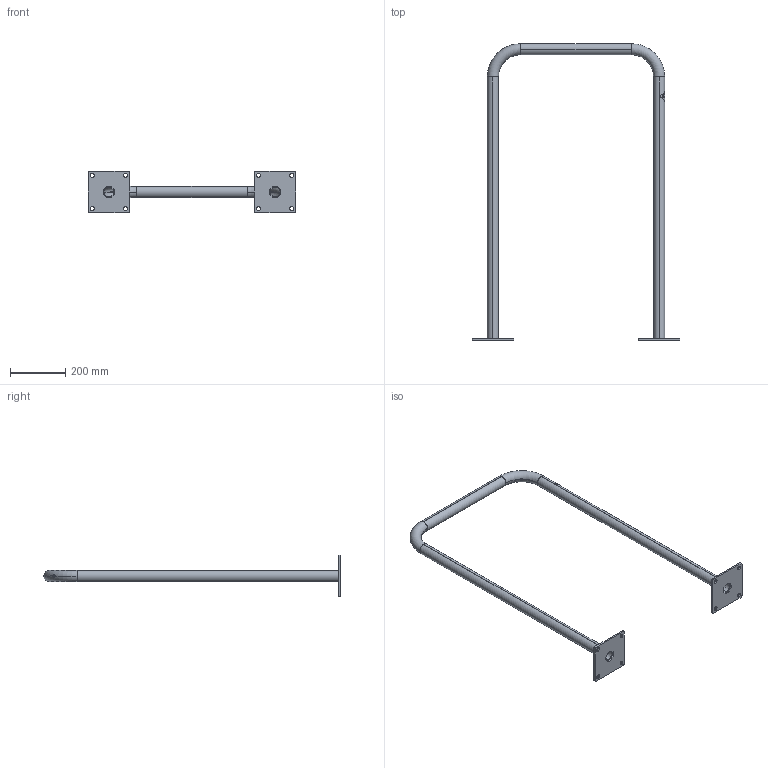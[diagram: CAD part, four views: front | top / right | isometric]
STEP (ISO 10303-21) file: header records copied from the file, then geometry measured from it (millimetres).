
FILE_DESCRIPTION (( 'STEP AP203' ), '1' );
FILE_NAME ('ARBS2.600 Zn.STEP', '2021-02-25T09:48:45', ( '' ), ( '' ), 'SwSTEP 2.0', 'SolidWorks 2020', '' );
FILE_SCHEMA (( 'CONFIG_CONTROL_DESIGN' ));
Length unit declared in the file: millimetre
Products named in the file (4): FURNS Brandtag sticker ?40; ARBS2.600 Tube_Default<As Machined>; ARBS2 Groundplate; ARBS2.600 Zn
Assembly tree (4 placements, depth 2):
  ARBS2.600 Zn
    ARBS2.600 Tube_Default<As Machined>
    ARBS2 Groundplate  x2
    FURNS Brandtag sticker ?40
Bounding box: 750 x 1070 x 150 mm (x, y, z)
Volume: 867291.8 mm3; surface area: 717185.4 mm2
Topology: 3 solids, 4 shells, 380 faces, 1065 edges, 704 vertices
Faces by surface type: plane 223, cylinder 78, bspline 71, torus 8
Entity records: 14759 total; most frequent: CARTESIAN_POINT 6283, ORIENTED_EDGE 1954, DIRECTION 1201, EDGE_CURVE 978, VERTEX_POINT 646, VECTOR 449, LINE 449, B_SPLINE_CURVE_WITH_KNOTS 439
